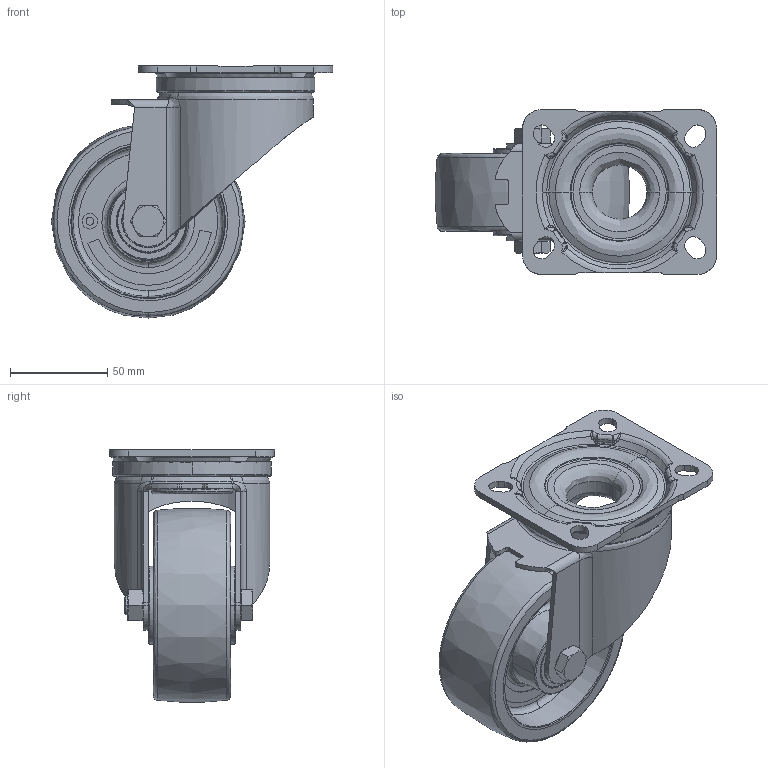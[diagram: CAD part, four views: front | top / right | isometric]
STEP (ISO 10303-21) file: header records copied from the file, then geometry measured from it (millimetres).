
FILE_DESCRIPTION (( 'STEP AP214' ), '1' );
FILE_NAME ('7420215', '2019-02-04T12:25:19', ( '' ), ('JUGARD+KÜNSTNER GmbH'), 'SwSTEP 2.0', 'SolidWorks 2017', '' );
FILE_SCHEMA (( 'AUTOMOTIVE_DESIGN' ));
Length unit declared in the file: millimetre
Products named in the file (1): 7420215_CNAJF00
Bounding box: 144.88 x 85 x 129.88 mm (x, y, z)
Volume: 304554.1 mm3; surface area: 86731 mm2
Topology: 1 solids, 4 shells, 403 faces, 1048 edges, 665 vertices
Faces by surface type: bspline 174, cylinder 90, plane 85, cone 54
Entity records: 25027 total; most frequent: CARTESIAN_POINT 16664, ORIENTED_EDGE 2096, DIRECTION 1165, EDGE_CURVE 1048, VERTEX_POINT 665, AXIS2_PLACEMENT_3D 460, EDGE_LOOP 437, B_SPLINE_CURVE_WITH_KNOTS 420
